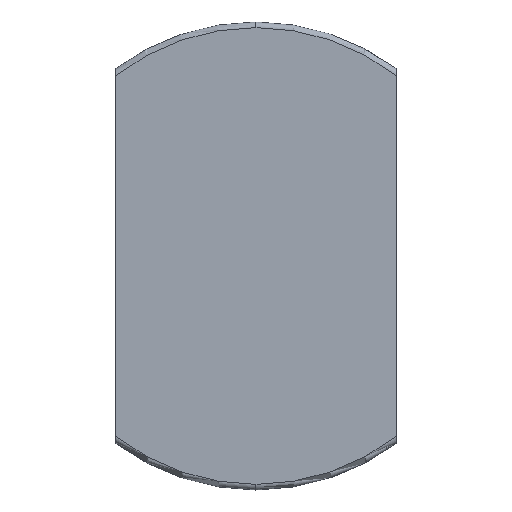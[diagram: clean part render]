
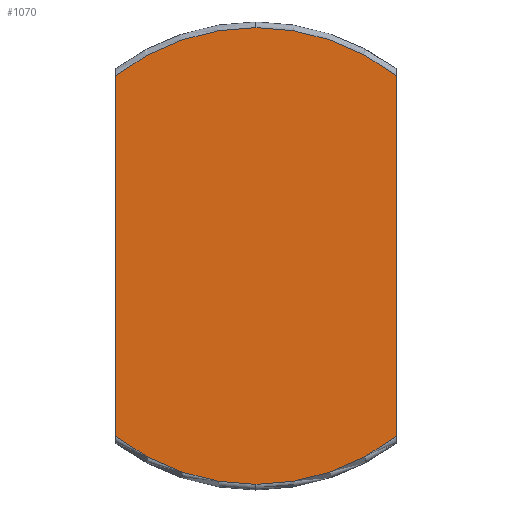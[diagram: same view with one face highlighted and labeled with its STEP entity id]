
A CAD part, front view. The second image highlights one B-rep face of the part: STEP entity #1070.
In plain terms, the highlighted planar face has unit normal (0, -1, 0).
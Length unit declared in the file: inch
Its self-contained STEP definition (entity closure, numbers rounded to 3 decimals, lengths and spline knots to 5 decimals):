
#46 = CIRCLE ( 'NONE', #4642, 0.61 ) ;
#248 = EDGE_LOOP ( 'NONE', ( #4718, #8178, #4732, #7180, #10761, #6740 ) ) ;
#619 = CARTESIAN_POINT ( 'NONE',  ( -0.375, 0., -0.75 ) ) ;
#871 = VERTEX_POINT ( 'NONE', #5217 ) ;
#1070 = ADVANCED_FACE ( 'NONE', ( #8928 ), #6116, .F. ) ;
#1116 = EDGE_CURVE ( 'NONE', #8562, #8677, #2034, .T. ) ;
#1121 = CARTESIAN_POINT ( 'NONE',  ( 0., 0., 0. ) ) ;
#1143 = EDGE_CURVE ( 'NONE', #871, #4424, #2716, .T. ) ;
#1318 = DIRECTION ( 'NONE',  ( 0., 0., 1. ) ) ;
#1421 = DIRECTION ( 'NONE',  ( 0., -1., 0. ) ) ;
#2002 = DIRECTION ( 'NONE',  ( 0., -1., 0. ) ) ;
#2034 = CIRCLE ( 'NONE', #7220, 0.61 ) ;
#2360 = CIRCLE ( 'NONE', #9349, 0.61 ) ;
#2363 = DIRECTION ( 'NONE',  ( 0., 0., 1. ) ) ;
#2716 = LINE ( 'NONE', #3606, #9015 ) ;
#3014 = CARTESIAN_POINT ( 'NONE',  ( 0., 0., -0.61 ) ) ;
#3606 = CARTESIAN_POINT ( 'NONE',  ( 0.375, 0., 0.75 ) ) ;
#3639 = CARTESIAN_POINT ( 'NONE',  ( -0.375, 0., -0.48112 ) ) ;
#4054 = CARTESIAN_POINT ( 'NONE',  ( 0., 0., 0.61 ) ) ;
#4424 = VERTEX_POINT ( 'NONE', #5747 ) ;
#4642 = AXIS2_PLACEMENT_3D ( 'NONE', #8996, #1421, #2363 ) ;
#4718 = ORIENTED_EDGE ( 'NONE', *, *, #6627, .T. ) ;
#4732 = ORIENTED_EDGE ( 'NONE', *, *, #11683, .T. ) ;
#5048 = CIRCLE ( 'NONE', #10215, 0.61 ) ;
#5217 = CARTESIAN_POINT ( 'NONE',  ( 0.375, 0., 0.48112 ) ) ;
#5219 = CARTESIAN_POINT ( 'NONE',  ( 0., 0., 0. ) ) ;
#5244 = CARTESIAN_POINT ( 'NONE',  ( -0.375, 0., 0.48112 ) ) ;
#5367 = VERTEX_POINT ( 'NONE', #4054 ) ;
#5373 = CARTESIAN_POINT ( 'NONE',  ( 0., 0., 0. ) ) ;
#5747 = CARTESIAN_POINT ( 'NONE',  ( 0.375, 0., -0.48112 ) ) ;
#5751 = EDGE_CURVE ( 'NONE', #5367, #8201, #46, .T. ) ;
#6116 = PLANE ( 'NONE',  #8420 ) ;
#6198 = LINE ( 'NONE', #619, #10143 ) ;
#6299 = DIRECTION ( 'NONE',  ( 0., 0., -1. ) ) ;
#6627 = EDGE_CURVE ( 'NONE', #8677, #4424, #5048, .T. ) ;
#6740 = ORIENTED_EDGE ( 'NONE', *, *, #1116, .T. ) ;
#7114 = DIRECTION ( 'NONE',  ( 0., 1., 0. ) ) ;
#7180 = ORIENTED_EDGE ( 'NONE', *, *, #5751, .T. ) ;
#7220 = AXIS2_PLACEMENT_3D ( 'NONE', #5373, #11361, #7295 ) ;
#7295 = DIRECTION ( 'NONE',  ( 0., 0., 1. ) ) ;
#8178 = ORIENTED_EDGE ( 'NONE', *, *, #1143, .F. ) ;
#8201 = VERTEX_POINT ( 'NONE', #5244 ) ;
#8420 = AXIS2_PLACEMENT_3D ( 'NONE', #9920, #7114, #10927 ) ;
#8562 = VERTEX_POINT ( 'NONE', #3639 ) ;
#8677 = VERTEX_POINT ( 'NONE', #3014 ) ;
#8756 = DIRECTION ( 'NONE',  ( 0., 0., 1. ) ) ;
#8928 = FACE_OUTER_BOUND ( 'NONE', #248, .T. ) ;
#8996 = CARTESIAN_POINT ( 'NONE',  ( 0., 0., 0. ) ) ;
#9015 = VECTOR ( 'NONE', #6299, 39.37008 ) ;
#9349 = AXIS2_PLACEMENT_3D ( 'NONE', #5219, #10073, #1318 ) ;
#9635 = EDGE_CURVE ( 'NONE', #8562, #8201, #6198, .T. ) ;
#9920 = CARTESIAN_POINT ( 'NONE',  ( 0., 0., 0. ) ) ;
#10073 = DIRECTION ( 'NONE',  ( 0., -1., 0. ) ) ;
#10143 = VECTOR ( 'NONE', #10948, 39.37008 ) ;
#10215 = AXIS2_PLACEMENT_3D ( 'NONE', #1121, #2002, #8756 ) ;
#10761 = ORIENTED_EDGE ( 'NONE', *, *, #9635, .F. ) ;
#10927 = DIRECTION ( 'NONE',  ( 1., 0., 0. ) ) ;
#10948 = DIRECTION ( 'NONE',  ( 0., 0., 1. ) ) ;
#11361 = DIRECTION ( 'NONE',  ( 0., -1., 0. ) ) ;
#11683 = EDGE_CURVE ( 'NONE', #871, #5367, #2360, .T. ) ;
